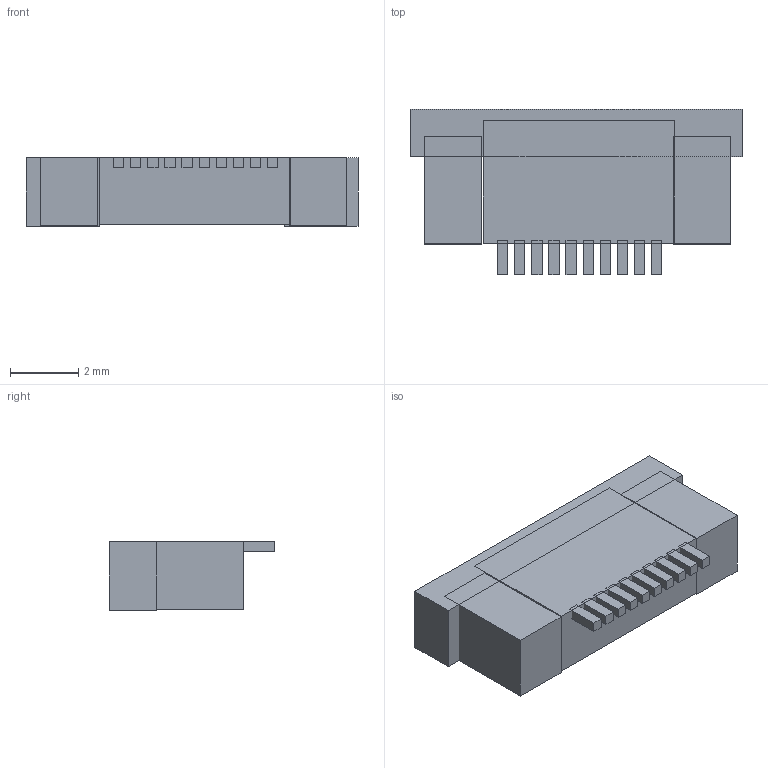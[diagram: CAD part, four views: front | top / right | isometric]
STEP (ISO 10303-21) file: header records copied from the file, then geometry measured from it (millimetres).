
FILE_DESCRIPTION(/* description */ (''),/* implementation_level */ '2;1');
FILE_NAME(/* name */ 'PCA-10.step',/* time_stamp */ '2020-03-19T14:19:43+01:00',/* author */ (''),/* organization */ (''),/* preprocessor_version */ 'ST-DEVELOPER v18',/* originating_system */ 'Autodesk Translation Framework v8.12.0.6',/* authorisation */ '');
FILE_SCHEMA (('AUTOMOTIVE_DESIGN { 1 0 10303 214 3 1 1 }'));
Length unit declared in the file: millimetre
Products named in the file (16): J10; PCA-6L-10-HU; PCA-6L-10-HU (1); PCA-6L-10-HU (2); PCA-6L-10-HU (3); PCA-6L-10-HU (4); PCA-6L-10-HU (5); PCA-6L-10-HU (6); PCA-6L-10-HU (7); PCA-6L-10-HU (8); PCA-6L-10-HU (9); PCA-6L-10-HU (10); PCA-6L-10-HU (11); PCA-6L-10-HU (12); PCA-6L-10-HU (13); PCA-6L-10-HU (14)
Assembly tree (15 placements, depth 2):
  J10
    PCA-6L-10-HU
    PCA-6L-10-HU (1)
    PCA-6L-10-HU (2)
    PCA-6L-10-HU (3)
    PCA-6L-10-HU (4)
    PCA-6L-10-HU (5)
    PCA-6L-10-HU (6)
    PCA-6L-10-HU (7)
    PCA-6L-10-HU (8)
    PCA-6L-10-HU (9)
    PCA-6L-10-HU (10)
    PCA-6L-10-HU (11)
    PCA-6L-10-HU (12)
    PCA-6L-10-HU (13)
    PCA-6L-10-HU (14)
Bounding box: 9.72 x 4.84 x 2.01 mm (x, y, z)
Volume: 80.4 mm3; surface area: 212.7 mm2
Topology: 14 solids, 14 shells, 88 faces, 180 edges, 120 vertices
Faces by surface type: plane 88
Entity records: 2792 total; most frequent: CARTESIAN_POINT 419, DIRECTION 418, ORIENTED_EDGE 360, LINE 180, VECTOR 180, EDGE_CURVE 180, VERTEX_POINT 120, AXIS2_PLACEMENT_3D 119
